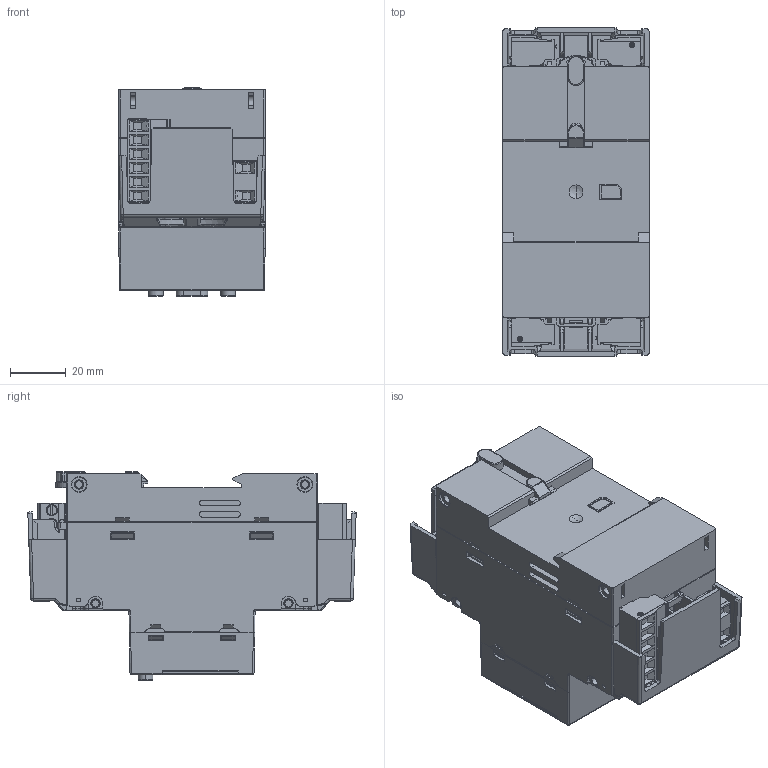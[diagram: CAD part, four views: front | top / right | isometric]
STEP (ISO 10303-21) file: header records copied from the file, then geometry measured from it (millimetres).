
FILE_DESCRIPTION((''),'2;1');
FILE_NAME('0000002228_ASM_1320_S_SW0002','2022-04-12T09:49:23',('esors'),(''),'CREO PARAMETRIC BY PTC INC, 2018260','CREO PARAMETRIC BY PTC INC, 2018260','');
FILE_SCHEMA(('AUTOMOTIVE_DESIGN { 1 0 10303 214 1 1 1 1 }'));
Products named in the file (1): 0000002228_ASM_1320_S_SW0002
Bounding box: 52.5 x 117.85 x 74.65 mm (x, y, z)
Surface area: 80270.3 mm2 (no closed solid volume)
Topology: 0 solids, 74 shells, 2180 faces, 8955 edges, 6614 vertices
Faces by surface type: plane 1557, cylinder 386, cone 117, torus 64, bspline 34, sphere 22
Entity records: 100138 total; most frequent: CARTESIAN_POINT 27449, ORIENTED_EDGE 14517, DIRECTION 13063, EDGE_CURVE 8933, VERTEX_POINT 6614, VECTOR 6471, LINE 6471, AXIS2_PLACEMENT_3D 3296
